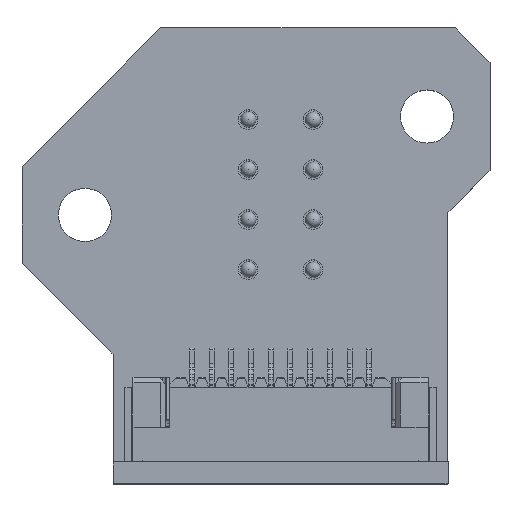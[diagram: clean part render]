
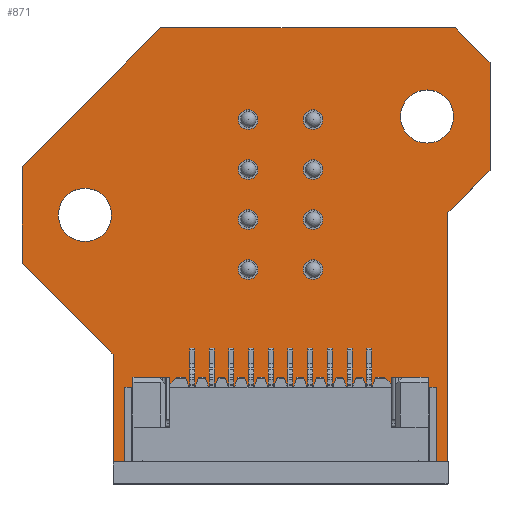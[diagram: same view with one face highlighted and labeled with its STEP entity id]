
A CAD part, top view. The second image highlights one B-rep face of the part: STEP entity #871.
In plain terms, the highlighted planar face has unit normal (0, 0, 1).
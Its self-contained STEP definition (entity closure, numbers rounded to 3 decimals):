
#81 = VERTEX_POINT('',#82);
#82 = CARTESIAN_POINT('',(192.405,-100.118,0.));
#99 = VERTEX_POINT('',#100);
#100 = CARTESIAN_POINT('',(187.905,-104.618,0.));
#106 = EDGE_CURVE('',#81,#99,#107,.T.);
#107 = LINE('',#108,#109);
#108 = CARTESIAN_POINT('',(192.405,-100.118,0.));
#109 = VECTOR('',#110,1.);
#110 = DIRECTION('',(-0.707,-0.707,0.));
#130 = VERTEX_POINT('',#131);
#131 = CARTESIAN_POINT('',(194.948,-97.575,0.));
#137 = EDGE_CURVE('',#81,#130,#138,.T.);
#138 = LINE('',#139,#140);
#139 = CARTESIAN_POINT('',(192.405,-100.118,0.));
#140 = VECTOR('',#141,1.);
#141 = DIRECTION('',(0.707,0.707,0.));
#161 = VERTEX_POINT('',#162);
#162 = CARTESIAN_POINT('',(187.905,-109.532,0.));
#168 = EDGE_CURVE('',#99,#161,#169,.T.);
#169 = LINE('',#170,#171);
#170 = CARTESIAN_POINT('',(187.905,-104.618,0.));
#171 = VECTOR('',#172,1.);
#172 = DIRECTION('',(0.,-1.,0.));
#192 = VERTEX_POINT('',#193);
#193 = CARTESIAN_POINT('',(209.935,-97.575,0.));
#199 = EDGE_CURVE('',#130,#192,#200,.T.);
#200 = LINE('',#201,#202);
#201 = CARTESIAN_POINT('',(194.948,-97.575,0.));
#202 = VECTOR('',#203,1.);
#203 = DIRECTION('',(1.,0.,0.));
#223 = VERTEX_POINT('',#224);
#224 = CARTESIAN_POINT('',(192.405,-114.032,0.));
#230 = EDGE_CURVE('',#161,#223,#231,.T.);
#231 = LINE('',#232,#233);
#232 = CARTESIAN_POINT('',(187.905,-109.532,0.));
#233 = VECTOR('',#234,1.);
#234 = DIRECTION('',(0.707,-0.707,0.));
#254 = VERTEX_POINT('',#255);
#255 = CARTESIAN_POINT('',(211.685,-99.325,0.));
#261 = EDGE_CURVE('',#192,#254,#262,.T.);
#262 = LINE('',#263,#264);
#263 = CARTESIAN_POINT('',(209.935,-97.575,0.));
#264 = VECTOR('',#265,1.);
#265 = DIRECTION('',(0.707,-0.707,0.));
#285 = VERTEX_POINT('',#286);
#286 = CARTESIAN_POINT('',(192.536,-114.163,0.));
#292 = EDGE_CURVE('',#223,#285,#293,.T.);
#293 = LINE('',#294,#295);
#294 = CARTESIAN_POINT('',(192.405,-114.032,0.));
#295 = VECTOR('',#296,1.);
#296 = DIRECTION('',(0.707,-0.707,0.));
#316 = VERTEX_POINT('',#317);
#317 = CARTESIAN_POINT('',(211.685,-104.825,0.));
#323 = EDGE_CURVE('',#254,#316,#324,.T.);
#324 = LINE('',#325,#326);
#325 = CARTESIAN_POINT('',(211.685,-99.325,0.));
#326 = VECTOR('',#327,1.);
#327 = DIRECTION('',(0.,-1.,0.));
#347 = VERTEX_POINT('',#348);
#348 = CARTESIAN_POINT('',(192.536,-119.628,0.));
#354 = EDGE_CURVE('',#285,#347,#355,.T.);
#355 = LINE('',#356,#357);
#356 = CARTESIAN_POINT('',(192.536,-114.163,0.));
#357 = VECTOR('',#358,1.);
#358 = DIRECTION('',(0.,-1.,0.));
#378 = VERTEX_POINT('',#379);
#379 = CARTESIAN_POINT('',(210.185,-106.325,0.));
#385 = EDGE_CURVE('',#316,#378,#386,.T.);
#386 = LINE('',#387,#388);
#387 = CARTESIAN_POINT('',(211.685,-104.825,0.));
#388 = VECTOR('',#389,1.);
#389 = DIRECTION('',(-0.707,-0.707,0.));
#409 = VERTEX_POINT('',#410);
#410 = CARTESIAN_POINT('',(192.536,-120.746,0.));
#416 = EDGE_CURVE('',#347,#409,#417,.T.);
#417 = LINE('',#418,#419);
#418 = CARTESIAN_POINT('',(192.536,-119.628,0.));
#419 = VECTOR('',#420,1.);
#420 = DIRECTION('',(0.,-1.,0.));
#431 = VERTEX_POINT('',#432);
#432 = CARTESIAN_POINT('',(209.546,-106.964,0.));
#447 = EDGE_CURVE('',#431,#378,#448,.T.);
#448 = LINE('',#449,#450);
#449 = CARTESIAN_POINT('',(209.546,-106.964,0.));
#450 = VECTOR('',#451,1.);
#451 = DIRECTION('',(0.707,0.707,0.));
#471 = VERTEX_POINT('',#472);
#472 = CARTESIAN_POINT('',(209.546,-120.746,0.));
#478 = EDGE_CURVE('',#409,#471,#479,.T.);
#479 = LINE('',#480,#481);
#480 = CARTESIAN_POINT('',(192.536,-120.746,0.));
#481 = VECTOR('',#482,1.);
#482 = DIRECTION('',(1.,0.,0.));
#493 = VERTEX_POINT('',#494);
#494 = CARTESIAN_POINT('',(209.546,-119.628,0.));
#509 = EDGE_CURVE('',#493,#431,#510,.T.);
#510 = LINE('',#511,#512);
#511 = CARTESIAN_POINT('',(209.546,-119.628,0.));
#512 = VECTOR('',#513,1.);
#513 = DIRECTION('',(0.,1.,0.));
#531 = EDGE_CURVE('',#493,#471,#532,.T.);
#532 = LINE('',#533,#534);
#533 = CARTESIAN_POINT('',(209.546,-119.628,0.));
#534 = VECTOR('',#535,1.);
#535 = DIRECTION('',(0.,-1.,0.));
#546 = VERTEX_POINT('',#547);
#547 = CARTESIAN_POINT('',(199.895,-109.855,0.));
#563 = EDGE_CURVE('',#546,#546,#564,.T.);
#564 = CIRCLE('',#565,0.5);
#565 = AXIS2_PLACEMENT_3D('',#566,#567,#568);
#566 = CARTESIAN_POINT('',(199.395,-109.855,0.));
#567 = DIRECTION('',(0.,0.,1.));
#568 = DIRECTION('',(1.,0.,-0.));
#579 = VERTEX_POINT('',#580);
#580 = CARTESIAN_POINT('',(192.455,-107.075,0.));
#596 = EDGE_CURVE('',#579,#579,#597,.T.);
#597 = CIRCLE('',#598,1.35);
#598 = AXIS2_PLACEMENT_3D('',#599,#600,#601);
#599 = CARTESIAN_POINT('',(191.105,-107.075,0.));
#600 = DIRECTION('',(0.,0.,1.));
#601 = DIRECTION('',(1.,0.,-0.));
#612 = VERTEX_POINT('',#613);
#613 = CARTESIAN_POINT('',(199.895,-107.315,0.));
#629 = EDGE_CURVE('',#612,#612,#630,.T.);
#630 = CIRCLE('',#631,0.5);
#631 = AXIS2_PLACEMENT_3D('',#632,#633,#634);
#632 = CARTESIAN_POINT('',(199.395,-107.315,0.));
#633 = DIRECTION('',(0.,0.,1.));
#634 = DIRECTION('',(1.,0.,-0.));
#645 = VERTEX_POINT('',#646);
#646 = CARTESIAN_POINT('',(203.195,-109.855,0.));
#662 = EDGE_CURVE('',#645,#645,#663,.T.);
#663 = CIRCLE('',#664,0.5);
#664 = AXIS2_PLACEMENT_3D('',#665,#666,#667);
#665 = CARTESIAN_POINT('',(202.695,-109.855,0.));
#666 = DIRECTION('',(0.,0.,1.));
#667 = DIRECTION('',(1.,0.,-0.));
#678 = VERTEX_POINT('',#679);
#679 = CARTESIAN_POINT('',(203.195,-107.315,0.));
#695 = EDGE_CURVE('',#678,#678,#696,.T.);
#696 = CIRCLE('',#697,0.5);
#697 = AXIS2_PLACEMENT_3D('',#698,#699,#700);
#698 = CARTESIAN_POINT('',(202.695,-107.315,0.));
#699 = DIRECTION('',(0.,0.,1.));
#700 = DIRECTION('',(1.,0.,-0.));
#711 = VERTEX_POINT('',#712);
#712 = CARTESIAN_POINT('',(199.895,-104.775,0.));
#728 = EDGE_CURVE('',#711,#711,#729,.T.);
#729 = CIRCLE('',#730,0.5);
#730 = AXIS2_PLACEMENT_3D('',#731,#732,#733);
#731 = CARTESIAN_POINT('',(199.395,-104.775,0.));
#732 = DIRECTION('',(0.,0.,1.));
#733 = DIRECTION('',(1.,0.,-0.));
#744 = VERTEX_POINT('',#745);
#745 = CARTESIAN_POINT('',(199.895,-102.235,0.));
#761 = EDGE_CURVE('',#744,#744,#762,.T.);
#762 = CIRCLE('',#763,0.5);
#763 = AXIS2_PLACEMENT_3D('',#764,#765,#766);
#764 = CARTESIAN_POINT('',(199.395,-102.235,0.));
#765 = DIRECTION('',(0.,0.,1.));
#766 = DIRECTION('',(1.,0.,-0.));
#777 = VERTEX_POINT('',#778);
#778 = CARTESIAN_POINT('',(203.195,-104.775,0.));
#794 = EDGE_CURVE('',#777,#777,#795,.T.);
#795 = CIRCLE('',#796,0.5);
#796 = AXIS2_PLACEMENT_3D('',#797,#798,#799);
#797 = CARTESIAN_POINT('',(202.695,-104.775,0.));
#798 = DIRECTION('',(0.,0.,1.));
#799 = DIRECTION('',(1.,0.,-0.));
#810 = VERTEX_POINT('',#811);
#811 = CARTESIAN_POINT('',(203.195,-102.235,0.));
#827 = EDGE_CURVE('',#810,#810,#828,.T.);
#828 = CIRCLE('',#829,0.5);
#829 = AXIS2_PLACEMENT_3D('',#830,#831,#832);
#830 = CARTESIAN_POINT('',(202.695,-102.235,0.));
#831 = DIRECTION('',(0.,0.,1.));
#832 = DIRECTION('',(1.,0.,-0.));
#843 = VERTEX_POINT('',#844);
#844 = CARTESIAN_POINT('',(209.835,-102.075,0.));
#860 = EDGE_CURVE('',#843,#843,#861,.T.);
#861 = CIRCLE('',#862,1.35);
#862 = AXIS2_PLACEMENT_3D('',#863,#864,#865);
#863 = CARTESIAN_POINT('',(208.485,-102.075,0.));
#864 = DIRECTION('',(0.,0.,1.));
#865 = DIRECTION('',(1.,0.,-0.));
#871 = ADVANCED_FACE('',(#872,#889,#892,#895,#898,#901,#904,#907,#910,
    #913,#916),#919,.T.);
#872 = FACE_BOUND('',#873,.T.);
#873 = EDGE_LOOP('',(#874,#875,#876,#877,#878,#879,#880,#881,#882,#883,
    #884,#885,#886,#887,#888));
#874 = ORIENTED_EDGE('',*,*,#106,.T.);
#875 = ORIENTED_EDGE('',*,*,#168,.T.);
#876 = ORIENTED_EDGE('',*,*,#230,.T.);
#877 = ORIENTED_EDGE('',*,*,#292,.T.);
#878 = ORIENTED_EDGE('',*,*,#354,.T.);
#879 = ORIENTED_EDGE('',*,*,#416,.T.);
#880 = ORIENTED_EDGE('',*,*,#478,.T.);
#881 = ORIENTED_EDGE('',*,*,#531,.F.);
#882 = ORIENTED_EDGE('',*,*,#509,.T.);
#883 = ORIENTED_EDGE('',*,*,#447,.T.);
#884 = ORIENTED_EDGE('',*,*,#385,.F.);
#885 = ORIENTED_EDGE('',*,*,#323,.F.);
#886 = ORIENTED_EDGE('',*,*,#261,.F.);
#887 = ORIENTED_EDGE('',*,*,#199,.F.);
#888 = ORIENTED_EDGE('',*,*,#137,.F.);
#889 = FACE_BOUND('',#890,.T.);
#890 = EDGE_LOOP('',(#891));
#891 = ORIENTED_EDGE('',*,*,#563,.F.);
#892 = FACE_BOUND('',#893,.T.);
#893 = EDGE_LOOP('',(#894));
#894 = ORIENTED_EDGE('',*,*,#596,.F.);
#895 = FACE_BOUND('',#896,.T.);
#896 = EDGE_LOOP('',(#897));
#897 = ORIENTED_EDGE('',*,*,#629,.F.);
#898 = FACE_BOUND('',#899,.T.);
#899 = EDGE_LOOP('',(#900));
#900 = ORIENTED_EDGE('',*,*,#662,.F.);
#901 = FACE_BOUND('',#902,.T.);
#902 = EDGE_LOOP('',(#903));
#903 = ORIENTED_EDGE('',*,*,#695,.F.);
#904 = FACE_BOUND('',#905,.T.);
#905 = EDGE_LOOP('',(#906));
#906 = ORIENTED_EDGE('',*,*,#728,.F.);
#907 = FACE_BOUND('',#908,.T.);
#908 = EDGE_LOOP('',(#909));
#909 = ORIENTED_EDGE('',*,*,#761,.F.);
#910 = FACE_BOUND('',#911,.T.);
#911 = EDGE_LOOP('',(#912));
#912 = ORIENTED_EDGE('',*,*,#794,.F.);
#913 = FACE_BOUND('',#914,.T.);
#914 = EDGE_LOOP('',(#915));
#915 = ORIENTED_EDGE('',*,*,#827,.F.);
#916 = FACE_BOUND('',#917,.T.);
#917 = EDGE_LOOP('',(#918));
#918 = ORIENTED_EDGE('',*,*,#860,.F.);
#919 = PLANE('',#920);
#920 = AXIS2_PLACEMENT_3D('',#921,#922,#923);
#921 = CARTESIAN_POINT('',(200.601,-109.095,0.));
#922 = DIRECTION('',(0.,0.,1.));
#923 = DIRECTION('',(1.,0.,0.));
